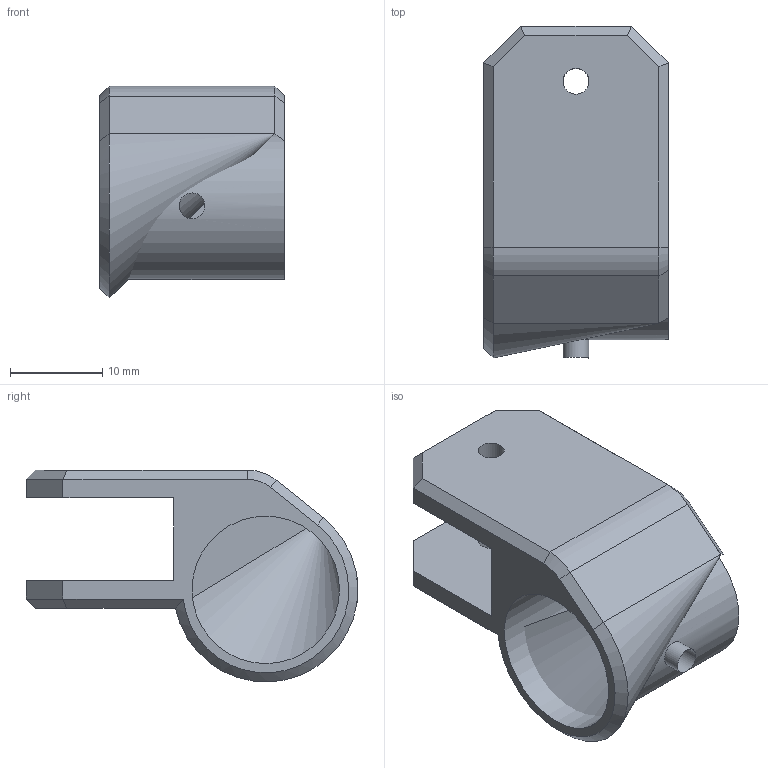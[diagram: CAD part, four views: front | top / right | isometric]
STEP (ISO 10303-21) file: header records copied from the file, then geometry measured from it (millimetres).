
FILE_DESCRIPTION(('FreeCAD Model'),'2;1');
FILE_NAME('Open CASCADE Shape Model','2023-05-02T10:41:24',('Author'),( ''),'Open CASCADE STEP processor 7.5','FreeCAD','Unknown');
FILE_SCHEMA(('AUTOMOTIVE_DESIGN { 1 0 10303 214 1 1 1 1 }'));
Length unit declared in the file: millimetre
Products named in the file (1): y-idler
Bounding box: 20 x 36 x 23 mm (x, y, z)
Volume: 3873.7 mm3; surface area: 4193.5 mm2
Topology: 1 solids, 1 shells, 37 faces, 86 edges, 52 vertices
Faces by surface type: plane 27, cylinder 6, cone 4
Full cylindrical faces by diameter (mm): 2.8 x3, 16 x1, 20 x1
Entity records: 2495 total; most frequent: CARTESIAN_POINT 693, DIRECTION 337, LINE 222, VECTOR 222, ORIENTED_EDGE 172, PCURVE 172, DEFINITIONAL_REPRESENTATION 172, EDGE_CURVE 86
